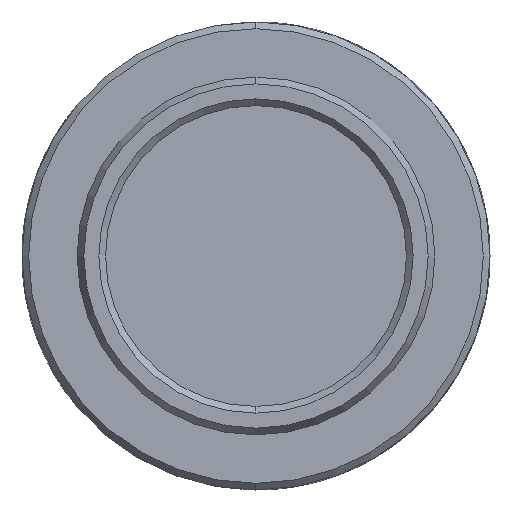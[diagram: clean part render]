
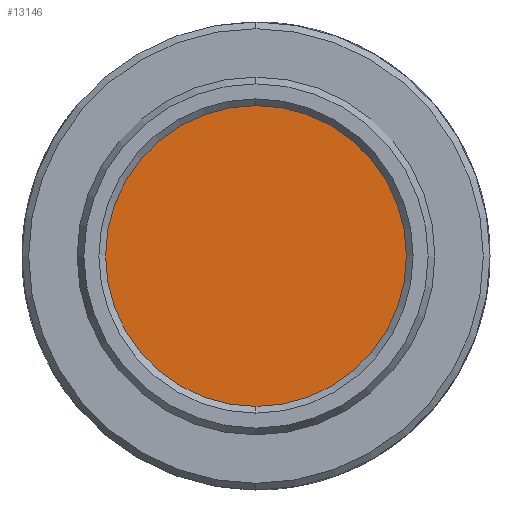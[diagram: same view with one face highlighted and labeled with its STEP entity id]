
A CAD part, left-side view. The second image highlights one B-rep face of the part: STEP entity #13146.
In plain terms, the highlighted planar face has unit normal (-1, 0, 0).
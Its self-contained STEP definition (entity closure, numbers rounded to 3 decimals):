
#19 = AXIS2_PLACEMENT_3D ( 'NONE', #2154, #9705, #3225 ) ;
#50 = ORIENTED_EDGE ( 'NONE', *, *, #4458, .T. ) ;
#2100 = CARTESIAN_POINT ( 'NONE',  ( 2.794, 0., 0. ) ) ;
#2154 = CARTESIAN_POINT ( 'NONE',  ( 2.794, 0., 0. ) ) ;
#2531 = VERTEX_POINT ( 'NONE', #7215 ) ;
#3225 = DIRECTION ( 'NONE',  ( 0., -0.57, 0.821 ) ) ;
#4015 = FACE_OUTER_BOUND ( 'NONE', #5367, .T. ) ;
#4247 = DIRECTION ( 'NONE',  ( 1., 0., 0. ) ) ;
#4458 = EDGE_CURVE ( 'NONE', #2531, #5786, #6432, .T. ) ;
#4729 = EDGE_CURVE ( 'NONE', #5786, #2531, #5101, .T. ) ;
#5049 = DIRECTION ( 'NONE',  ( -1., 0., 0. ) ) ;
#5101 = CIRCLE ( 'NONE', #10134, 6.1 ) ;
#5367 = EDGE_LOOP ( 'NONE', ( #7986, #50 ) ) ;
#5786 = VERTEX_POINT ( 'NONE', #10654 ) ;
#6432 = CIRCLE ( 'NONE', #19, 6.1 ) ;
#6496 = AXIS2_PLACEMENT_3D ( 'NONE', #2100, #4247, #11801 ) ;
#7215 = CARTESIAN_POINT ( 'NONE',  ( 2.794, 3.48, -5.01 ) ) ;
#7986 = ORIENTED_EDGE ( 'NONE', *, *, #4729, .T. ) ;
#9705 = DIRECTION ( 'NONE',  ( -1., 0., 0. ) ) ;
#10134 = AXIS2_PLACEMENT_3D ( 'NONE', #11547, #5049, #12636 ) ;
#10654 = CARTESIAN_POINT ( 'NONE',  ( 2.794, -3.48, 5.01 ) ) ;
#11547 = CARTESIAN_POINT ( 'NONE',  ( 2.794, 0., 0. ) ) ;
#11801 = DIRECTION ( 'NONE',  ( 0., -0.57, 0.821 ) ) ;
#12636 = DIRECTION ( 'NONE',  ( 0., -0.57, 0.821 ) ) ;
#12859 = PLANE ( 'NONE',  #6496 ) ;
#13146 = ADVANCED_FACE ( 'NONE', ( #4015 ), #12859, .F. ) ;
